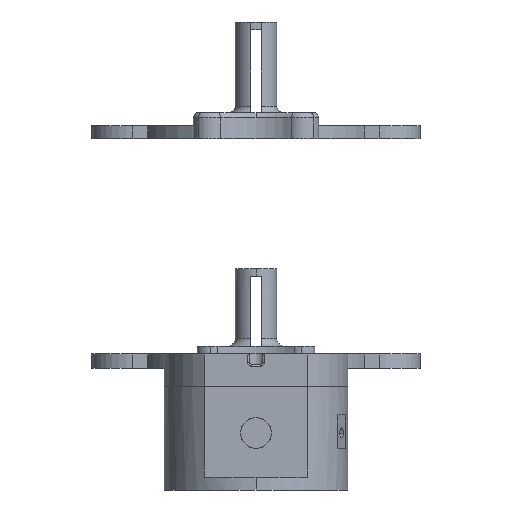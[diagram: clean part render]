
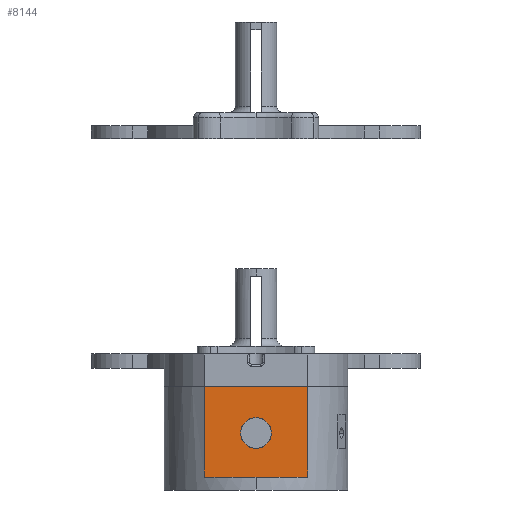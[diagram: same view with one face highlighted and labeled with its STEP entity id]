
A CAD part, left-side view. The second image highlights one B-rep face of the part: STEP entity #8144.
In plain terms, the highlighted planar face has unit normal (-1, 0, 0).
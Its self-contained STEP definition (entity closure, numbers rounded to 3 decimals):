
#523 = DIRECTION ( 'NONE',  ( 0., 0., -1. ) ) ;
#576 = EDGE_CURVE ( 'NONE', #6362, #1108, #4006, .T. ) ;
#852 = EDGE_CURVE ( 'NONE', #3102, #4951, #7203, .T. ) ;
#1100 = DIRECTION ( 'NONE',  ( 0., -1., 0. ) ) ;
#1108 = VERTEX_POINT ( 'NONE', #1922 ) ;
#1579 = CARTESIAN_POINT ( 'NONE',  ( -29.33, -20., 5. ) ) ;
#1922 = CARTESIAN_POINT ( 'NONE',  ( -29.33, 0., 28. ) ) ;
#2058 = DIRECTION ( 'NONE',  ( 0., 0., 1. ) ) ;
#2298 = ORIENTED_EDGE ( 'NONE', *, *, #4024, .T. ) ;
#2373 = CARTESIAN_POINT ( 'NONE',  ( -29.33, 0., 40. ) ) ;
#2560 = VECTOR ( 'NONE', #3074, 1000. ) ;
#2610 = CARTESIAN_POINT ( 'NONE',  ( -29.33, 0., 5. ) ) ;
#2780 = ORIENTED_EDGE ( 'NONE', *, *, #10220, .F. ) ;
#2860 = DIRECTION ( 'NONE',  ( -1., 0., 0. ) ) ;
#2874 = CARTESIAN_POINT ( 'NONE',  ( -29.33, 20., 40. ) ) ;
#2947 = VECTOR ( 'NONE', #1100, 1000. ) ;
#3021 = EDGE_LOOP ( 'NONE', ( #3960, #4989, #6750, #2298 ) ) ;
#3074 = DIRECTION ( 'NONE',  ( 0., 0., -1. ) ) ;
#3102 = VERTEX_POINT ( 'NONE', #6172 ) ;
#3563 = DIRECTION ( 'NONE',  ( -1., 0., 0. ) ) ;
#3960 = ORIENTED_EDGE ( 'NONE', *, *, #5744, .T. ) ;
#4006 = CIRCLE ( 'NONE', #5345, 6. ) ;
#4024 = EDGE_CURVE ( 'NONE', #8229, #8145, #9306, .T. ) ;
#4139 = CARTESIAN_POINT ( 'NONE',  ( -29.33, 0., 40. ) ) ;
#4277 = ORIENTED_EDGE ( 'NONE', *, *, #576, .F. ) ;
#4367 = CARTESIAN_POINT ( 'NONE',  ( -29.33, 0., 22. ) ) ;
#4710 = LINE ( 'NONE', #2373, #5283 ) ;
#4922 = CARTESIAN_POINT ( 'NONE',  ( -29.33, 0., 16. ) ) ;
#4951 = VERTEX_POINT ( 'NONE', #1579 ) ;
#4989 = ORIENTED_EDGE ( 'NONE', *, *, #852, .F. ) ;
#5283 = VECTOR ( 'NONE', #5551, 1000. ) ;
#5345 = AXIS2_PLACEMENT_3D ( 'NONE', #9173, #3563, #2058 ) ;
#5551 = DIRECTION ( 'NONE',  ( 0., -1., 0. ) ) ;
#5714 = FACE_OUTER_BOUND ( 'NONE', #3021, .T. ) ;
#5744 = EDGE_CURVE ( 'NONE', #8145, #4951, #9108, .T. ) ;
#6036 = DIRECTION ( 'NONE',  ( 0., 0., 1. ) ) ;
#6142 = VECTOR ( 'NONE', #523, 1000. ) ;
#6172 = CARTESIAN_POINT ( 'NONE',  ( -29.33, -20., 40. ) ) ;
#6362 = VERTEX_POINT ( 'NONE', #4922 ) ;
#6750 = ORIENTED_EDGE ( 'NONE', *, *, #9662, .F. ) ;
#6774 = DIRECTION ( 'NONE',  ( 0., 0., -1. ) ) ;
#7128 = AXIS2_PLACEMENT_3D ( 'NONE', #4367, #2860, #6036 ) ;
#7203 = LINE ( 'NONE', #9631, #6142 ) ;
#7272 = DIRECTION ( 'NONE',  ( 1., 0., 0. ) ) ;
#7325 = CARTESIAN_POINT ( 'NONE',  ( -29.33, 20., 5. ) ) ;
#7332 = AXIS2_PLACEMENT_3D ( 'NONE', #4139, #7272, #6774 ) ;
#8095 = PLANE ( 'NONE',  #7332 ) ;
#8114 = CIRCLE ( 'NONE', #7128, 6. ) ;
#8144 = ADVANCED_FACE ( 'NONE', ( #8828, #5714 ), #8095, .F. ) ;
#8145 = VERTEX_POINT ( 'NONE', #7325 ) ;
#8229 = VERTEX_POINT ( 'NONE', #2874 ) ;
#8828 = FACE_BOUND ( 'NONE', #8875, .T. ) ;
#8875 = EDGE_LOOP ( 'NONE', ( #2780, #4277 ) ) ;
#9108 = LINE ( 'NONE', #2610, #2947 ) ;
#9173 = CARTESIAN_POINT ( 'NONE',  ( -29.33, 0., 22. ) ) ;
#9306 = LINE ( 'NONE', #10192, #2560 ) ;
#9631 = CARTESIAN_POINT ( 'NONE',  ( -29.33, -20., 40. ) ) ;
#9662 = EDGE_CURVE ( 'NONE', #8229, #3102, #4710, .T. ) ;
#10192 = CARTESIAN_POINT ( 'NONE',  ( -29.33, 20., 40. ) ) ;
#10220 = EDGE_CURVE ( 'NONE', #1108, #6362, #8114, .T. ) ;
